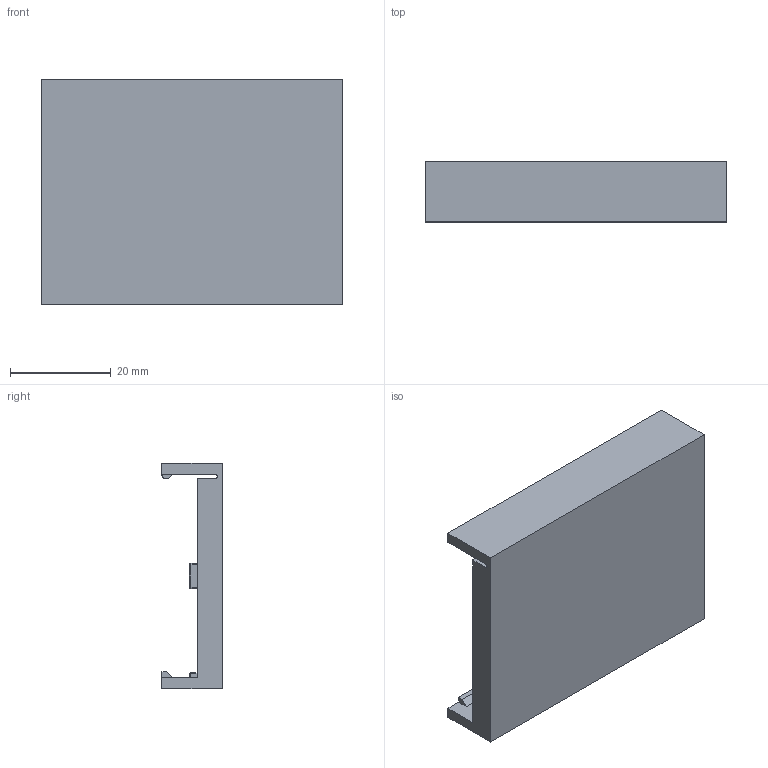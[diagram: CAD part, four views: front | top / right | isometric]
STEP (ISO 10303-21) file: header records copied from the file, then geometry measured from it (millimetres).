
FILE_DESCRIPTION(/* description */ ('Unknown'),/* implementation_level */ '2;1');
FILE_NAME(/* name */ 'Schnalle-8',/* time_stamp */ '2018-12-22T09:56:53+01:00',/* author */ ('Unknown'),/* organization */ ('Unknown'),/* preprocessor_version */ 'ST-DEVELOPER v16.7',/* originating_system */ 'DEX',/* authorisation */ $);
FILE_SCHEMA (('AUTOMOTIVE_DESIGN {1 0 10303 214 3 1 1}'));
Length unit declared in the file: millimetre
Products named in the file (1): Schnalle-8
Bounding box: 60 x 12 x 44.8 mm (x, y, z)
Volume: 15299.6 mm3; surface area: 8793.5 mm2
Topology: 1 solids, 1 shells, 80 faces, 198 edges, 114 vertices
Faces by surface type: plane 52, cylinder 16, sphere 8, torus 4
Entity records: 2292 total; most frequent: CARTESIAN_POINT 405, DIRECTION 388, ORIENTED_EDGE 380, EDGE_CURVE 190, LINE 146, VECTOR 146, AXIS2_PLACEMENT_3D 121, VERTEX_POINT 114
